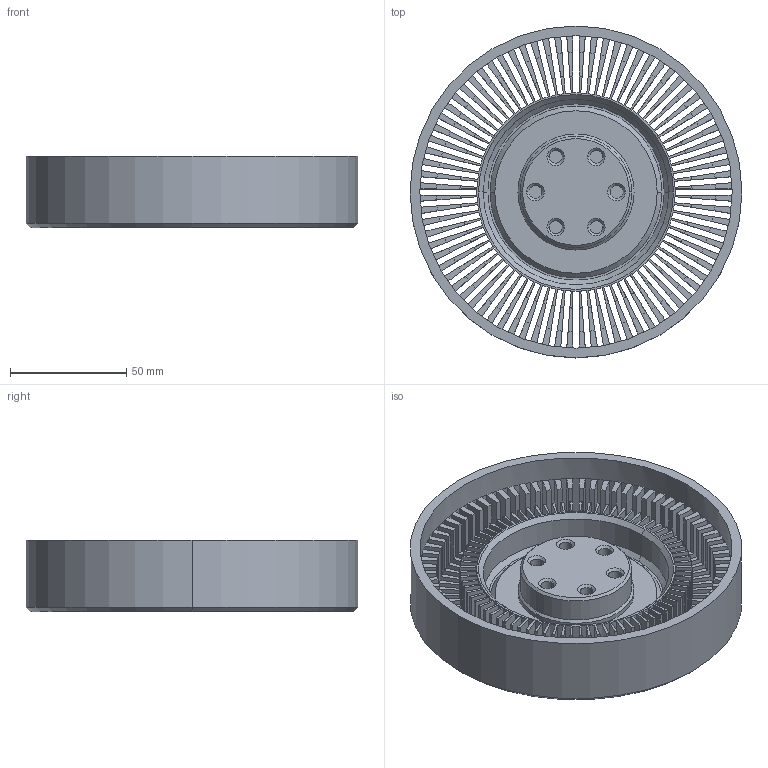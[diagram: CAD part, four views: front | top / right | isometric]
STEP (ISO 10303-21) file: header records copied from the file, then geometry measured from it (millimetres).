
FILE_DESCRIPTION (( 'STEP AP214' ), '1' );
FILE_NAME ('rotating_swatch_storage_top.STEP', '2025-08-16T05:50:03', ( '' ), ( '' ), 'SwSTEP 2.0', 'SolidWorks 2025', '' );
FILE_SCHEMA (( 'AUTOMOTIVE_DESIGN' ));
Length unit declared in the file: millimetre
Products named in the file (1): rotating_swatch_storage_top
Bounding box: 143 x 143 x 31 mm (x, y, z)
Volume: 173538.1 mm3; surface area: 113939.8 mm2
Topology: 1 solids, 1 shells, 778 faces, 2194 edges, 1348 vertices
Faces by surface type: plane 572, cylinder 182, cone 24
Entity records: 25037 total; most frequent: ORIENTED_EDGE 4388, CARTESIAN_POINT 4321, DIRECTION 4300, EDGE_CURVE 2194, LINE 1646, VECTOR 1646, VERTEX_POINT 1348, AXIS2_PLACEMENT_3D 1327
